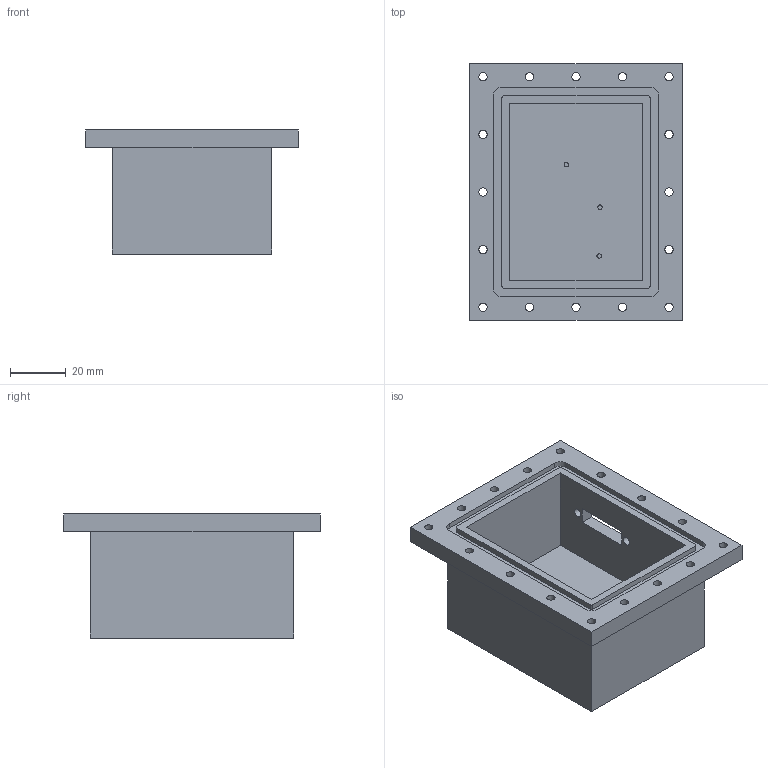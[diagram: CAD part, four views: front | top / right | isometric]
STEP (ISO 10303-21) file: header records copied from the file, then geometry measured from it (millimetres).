
FILE_DESCRIPTION(/* description */ (''),/* implementation_level */ '2;1');
FILE_NAME(/* name */ 'newerbox.stp',/* time_stamp */ '2018-05-20T22:58:56-04:00',/* author */ (''),/* organization */ (''),/* preprocessor_version */ 'ST-DEVELOPER v16',/* originating_system */ 'SIEMENS PLM Software NX 11.0',/* authorisation */ '');
FILE_SCHEMA (('AUTOMOTIVE_DESIGN { 1 0 10303 214 3 1 1 1 }'));
Length unit declared in the file: inch
Products named in the file (1): newerbox
Bounding box: 76.2 x 92.08 x 44.45 mm (x, y, z)
Volume: 104583.6 mm3; surface area: 35053.4 mm2
Topology: 1 solids, 1 shells, 62 faces, 161 edges, 108 vertices
Faces by surface type: plane 33, cylinder 29
Full cylindrical faces by diameter (mm): 1.587 x3, 2.946 x16, 3.2 x2
Entity records: 1898 total; most frequent: DIRECTION 322, CARTESIAN_POINT 307, ORIENTED_EDGE 276, EDGE_CURVE 138, EDGE_LOOP 128, AXIS2_PLACEMENT_3D 121, VERTEX_POINT 106, FACE_BOUND 94
